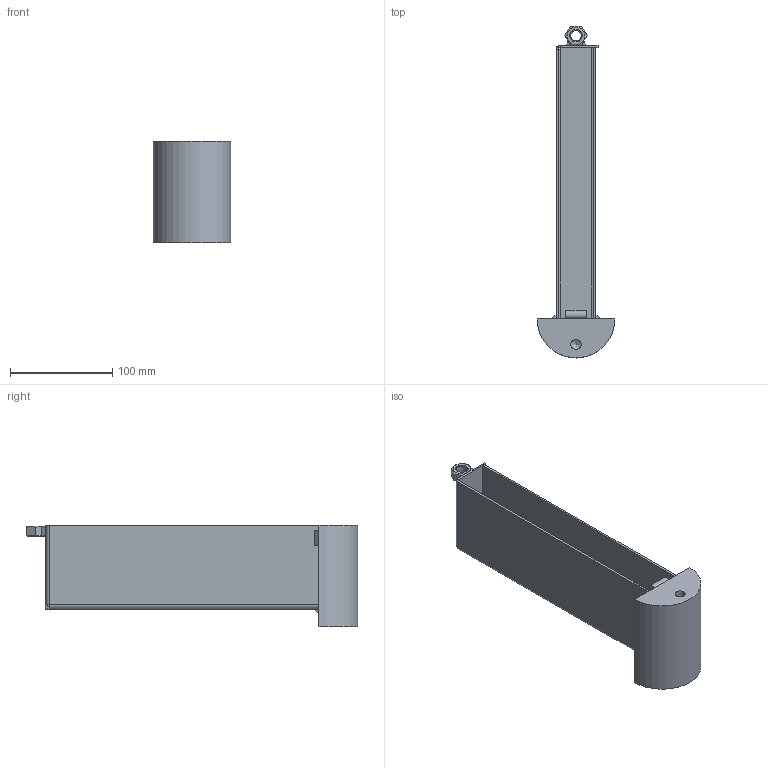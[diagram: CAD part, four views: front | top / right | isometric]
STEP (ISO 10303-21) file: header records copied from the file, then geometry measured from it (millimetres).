
FILE_DESCRIPTION(/* description */ (''),/* implementation_level */ '2;1');
FILE_NAME(/* name */ 'SF 300 B-B Beam-Beam unit.stp',/* time_stamp */ '2020-04-16T12:00:21+02:00',/* author */ ('Bruker'),/* organization */ (''),/* preprocessor_version */ 'ST-DEVELOPER v18',/* originating_system */ 'Autodesk Inventor 2020',/* authorisation */ '');
FILE_SCHEMA (('AUTOMOTIVE_DESIGN { 1 0 10303 214 3 1 1 }'));
Length unit declared in the file: millimetre
Products named in the file (6): SF 300 B-B; SF 300 B-B_1; SF 300-1 U-channel; B 300-2 Half round steel; DIN 934 - M12; SF 300-5 Round steel
Assembly tree (5 placements, depth 2):
  SF 300 B-B
    SF 300 B-B_1
    SF 300-1 U-channel
    B 300-2 Half round steel
    DIN 934 - M12
    SF 300-5 Round steel
Bounding box: 76 x 324 x 99.5 mm (x, y, z)
Volume: 331555.4 mm3; surface area: 143255.5 mm2
Topology: 10 solids, 10 shells, 93 faces, 192 edges, 119 vertices
Faces by surface type: plane 69, cylinder 13, cone 7, bspline 4
Full cylindrical faces by diameter (mm): 8 x1, 10.106 x4
Entity records: 13639 total; most frequent: CARTESIAN_POINT 11496, DIRECTION 406, ORIENTED_EDGE 378, EDGE_CURVE 189, AXIS2_PLACEMENT_3D 142, LINE 122, VECTOR 122, VERTEX_POINT 119
